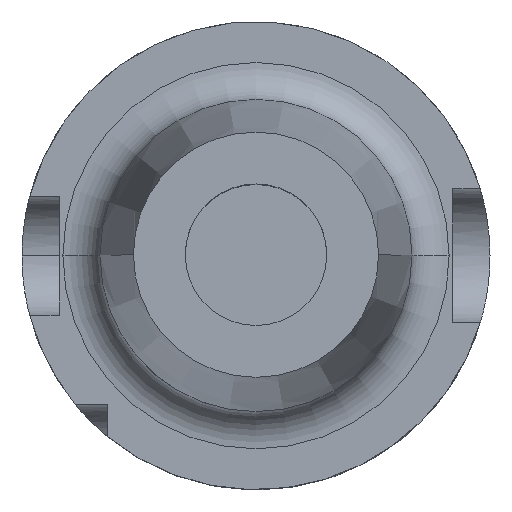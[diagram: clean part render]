
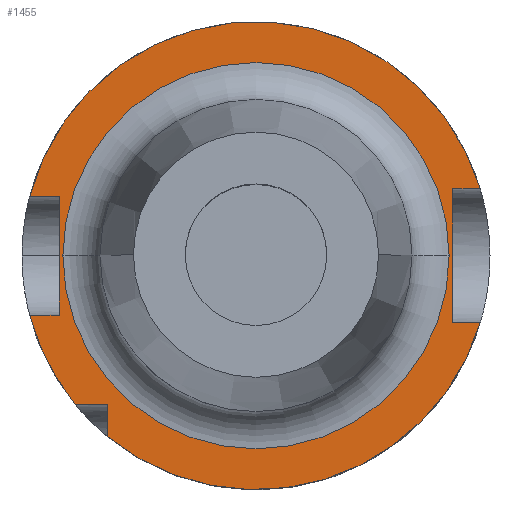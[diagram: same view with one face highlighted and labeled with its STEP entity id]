
A CAD part, top view. The second image highlights one B-rep face of the part: STEP entity #1455.
In plain terms, the highlighted planar face has unit normal (0, 0, 1).
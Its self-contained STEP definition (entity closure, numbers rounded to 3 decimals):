
#4 = ORIENTED_EDGE ( 'NONE', *, *, #1957, .F. ) ;
#18 = EDGE_CURVE ( 'NONE', #2763, #340, #3062, .T. ) ;
#29 = DIRECTION ( 'NONE',  ( 1., 0., 0. ) ) ;
#128 = DIRECTION ( 'NONE',  ( 1., 0., 0. ) ) ;
#170 = ORIENTED_EDGE ( 'NONE', *, *, #2047, .T. ) ;
#189 = VECTOR ( 'NONE', #1576, 1000. ) ;
#207 = EDGE_CURVE ( 'NONE', #1543, #2590, #1864, .T. ) ;
#306 = FACE_OUTER_BOUND ( 'NONE', #1634, .T. ) ;
#340 = VERTEX_POINT ( 'NONE', #1584 ) ;
#392 = CARTESIAN_POINT ( 'NONE',  ( 0., 21., 26. ) ) ;
#447 = LINE ( 'NONE', #1876, #1937 ) ;
#605 = EDGE_CURVE ( 'NONE', #3586, #3207, #3491, .T. ) ;
#615 = CARTESIAN_POINT ( 'NONE',  ( -26., 0., 26. ) ) ;
#624 = ORIENTED_EDGE ( 'NONE', *, *, #1016, .T. ) ;
#652 = VERTEX_POINT ( 'NONE', #3251 ) ;
#725 = CARTESIAN_POINT ( 'NONE',  ( -20., 21., 26. ) ) ;
#759 = DIRECTION ( 'NONE',  ( -1., 0., 0. ) ) ;
#812 = VECTOR ( 'NONE', #1557, 1000. ) ;
#843 = CIRCLE ( 'NONE', #931, 31.5 ) ;
#917 = LINE ( 'NONE', #3285, #189 ) ;
#931 = AXIS2_PLACEMENT_3D ( 'NONE', #1020, #2997, #1296 ) ;
#943 = DIRECTION ( 'NONE',  ( 0., 0., -1. ) ) ;
#953 = PLANE ( 'NONE',  #2221 ) ;
#967 = LINE ( 'NONE', #2583, #1623 ) ;
#989 = AXIS2_PLACEMENT_3D ( 'NONE', #3308, #1595, #3594 ) ;
#1005 = VERTEX_POINT ( 'NONE', #1300 ) ;
#1016 = EDGE_CURVE ( 'NONE', #652, #1543, #447, .T. ) ;
#1020 = CARTESIAN_POINT ( 'NONE',  ( 0., 0., 26. ) ) ;
#1032 = ORIENTED_EDGE ( 'NONE', *, *, #2421, .T. ) ;
#1037 = EDGE_CURVE ( 'NONE', #340, #2795, #3442, .T. ) ;
#1073 = AXIS2_PLACEMENT_3D ( 'NONE', #2637, #943, #2918 ) ;
#1088 = ORIENTED_EDGE ( 'NONE', *, *, #2985, .F. ) ;
#1128 = CARTESIAN_POINT ( 'NONE',  ( 0., 9., 26. ) ) ;
#1296 = DIRECTION ( 'NONE',  ( -1., 0., 0. ) ) ;
#1300 = CARTESIAN_POINT ( 'NONE',  ( -30.467, -8., 26. ) ) ;
#1336 = DIRECTION ( 'NONE',  ( 0., 0., -1. ) ) ;
#1360 = AXIS2_PLACEMENT_3D ( 'NONE', #3039, #1336, #3332 ) ;
#1380 = CARTESIAN_POINT ( 'NONE',  ( -30.467, 8., 26. ) ) ;
#1385 = EDGE_CURVE ( 'NONE', #3207, #2590, #2738, .T. ) ;
#1393 = DIRECTION ( 'NONE',  ( 1., 0., 0. ) ) ;
#1455 = ADVANCED_FACE ( 'NONE', ( #3221, #306 ), #953, .T. ) ;
#1468 = CARTESIAN_POINT ( 'NONE',  ( 30.187, -9., 26. ) ) ;
#1492 = DIRECTION ( 'NONE',  ( -1., 0., 0. ) ) ;
#1522 = ORIENTED_EDGE ( 'NONE', *, *, #1385, .F. ) ;
#1543 = VERTEX_POINT ( 'NONE', #1942 ) ;
#1557 = DIRECTION ( 'NONE',  ( 0., 1., 0. ) ) ;
#1576 = DIRECTION ( 'NONE',  ( 1., 0., 0. ) ) ;
#1584 = CARTESIAN_POINT ( 'NONE',  ( -20., -20., 26. ) ) ;
#1595 = DIRECTION ( 'NONE',  ( 0., 0., -1. ) ) ;
#1623 = VECTOR ( 'NONE', #3151, 1000. ) ;
#1634 = EDGE_LOOP ( 'NONE', ( #2235, #1886, #1088, #1032, #624, #1910, #1522, #2965, #2238, #3646, #4 ) ) ;
#1641 = VERTEX_POINT ( 'NONE', #3611 ) ;
#1656 = CARTESIAN_POINT ( 'NONE',  ( 0., -9., 26. ) ) ;
#1677 = VECTOR ( 'NONE', #1393, 1000. ) ;
#1683 = LINE ( 'NONE', #1656, #2626 ) ;
#1707 = DIRECTION ( 'NONE',  ( 0., 0., -1. ) ) ;
#1764 = CARTESIAN_POINT ( 'NONE',  ( -20., -24.336, 26. ) ) ;
#1805 = DIRECTION ( 'NONE',  ( 0., 0., 1. ) ) ;
#1849 = VECTOR ( 'NONE', #759, 1000. ) ;
#1864 = LINE ( 'NONE', #1128, #1677 ) ;
#1876 = CARTESIAN_POINT ( 'NONE',  ( 26.5, 21., 26. ) ) ;
#1886 = ORIENTED_EDGE ( 'NONE', *, *, #18, .F. ) ;
#1910 = ORIENTED_EDGE ( 'NONE', *, *, #207, .T. ) ;
#1917 = EDGE_CURVE ( 'NONE', #3078, #2722, #2095, .T. ) ;
#1937 = VECTOR ( 'NONE', #2453, 1000. ) ;
#1942 = CARTESIAN_POINT ( 'NONE',  ( 26.5, 9., 26. ) ) ;
#1957 = EDGE_CURVE ( 'NONE', #2795, #1005, #2769, .T. ) ;
#1974 = VECTOR ( 'NONE', #1492, 1000. ) ;
#2047 = EDGE_CURVE ( 'NONE', #2722, #3078, #2498, .T. ) ;
#2095 = CIRCLE ( 'NONE', #989, 26. ) ;
#2130 = VERTEX_POINT ( 'NONE', #1468 ) ;
#2221 = AXIS2_PLACEMENT_3D ( 'NONE', #392, #1805, #128 ) ;
#2235 = ORIENTED_EDGE ( 'NONE', *, *, #1037, .F. ) ;
#2238 = ORIENTED_EDGE ( 'NONE', *, *, #3267, .F. ) ;
#2251 = ORIENTED_EDGE ( 'NONE', *, *, #1917, .T. ) ;
#2421 = EDGE_CURVE ( 'NONE', #2130, #652, #1683, .T. ) ;
#2453 = DIRECTION ( 'NONE',  ( 0., 1., 0. ) ) ;
#2459 = CARTESIAN_POINT ( 'NONE',  ( 26., 0., 26. ) ) ;
#2498 = CIRCLE ( 'NONE', #2508, 26. ) ;
#2508 = AXIS2_PLACEMENT_3D ( 'NONE', #3422, #1707, #29 ) ;
#2583 = CARTESIAN_POINT ( 'NONE',  ( -26.5, 21., 26. ) ) ;
#2590 = VERTEX_POINT ( 'NONE', #3101 ) ;
#2626 = VECTOR ( 'NONE', #3371, 1000. ) ;
#2637 = CARTESIAN_POINT ( 'NONE',  ( 0., 0., 26. ) ) ;
#2657 = EDGE_LOOP ( 'NONE', ( #2251, #170 ) ) ;
#2722 = VERTEX_POINT ( 'NONE', #615 ) ;
#2731 = CARTESIAN_POINT ( 'NONE',  ( 0., -20., 26. ) ) ;
#2738 = CIRCLE ( 'NONE', #1073, 31.5 ) ;
#2763 = VERTEX_POINT ( 'NONE', #1764 ) ;
#2769 = CIRCLE ( 'NONE', #1360, 31.5 ) ;
#2795 = VERTEX_POINT ( 'NONE', #3484 ) ;
#2914 = CARTESIAN_POINT ( 'NONE',  ( 0., 8., 26. ) ) ;
#2918 = DIRECTION ( 'NONE',  ( -1., 0., 0. ) ) ;
#2965 = ORIENTED_EDGE ( 'NONE', *, *, #605, .F. ) ;
#2967 = CARTESIAN_POINT ( 'NONE',  ( -26.5, 8., 26. ) ) ;
#2985 = EDGE_CURVE ( 'NONE', #2130, #2763, #843, .T. ) ;
#2997 = DIRECTION ( 'NONE',  ( 0., 0., -1. ) ) ;
#3039 = CARTESIAN_POINT ( 'NONE',  ( 0., 0., 26. ) ) ;
#3062 = LINE ( 'NONE', #725, #812 ) ;
#3078 = VERTEX_POINT ( 'NONE', #2459 ) ;
#3101 = CARTESIAN_POINT ( 'NONE',  ( 30.187, 9., 26. ) ) ;
#3151 = DIRECTION ( 'NONE',  ( 0., 1., 0. ) ) ;
#3207 = VERTEX_POINT ( 'NONE', #1380 ) ;
#3221 = FACE_BOUND ( 'NONE', #2657, .T. ) ;
#3251 = CARTESIAN_POINT ( 'NONE',  ( 26.5, -9., 26. ) ) ;
#3267 = EDGE_CURVE ( 'NONE', #1641, #3586, #967, .T. ) ;
#3285 = CARTESIAN_POINT ( 'NONE',  ( 0., -8., 26. ) ) ;
#3308 = CARTESIAN_POINT ( 'NONE',  ( 0., 0., 26. ) ) ;
#3332 = DIRECTION ( 'NONE',  ( -1., 0., 0. ) ) ;
#3371 = DIRECTION ( 'NONE',  ( -1., 0., 0. ) ) ;
#3422 = CARTESIAN_POINT ( 'NONE',  ( 0., 0., 26. ) ) ;
#3442 = LINE ( 'NONE', #2731, #1849 ) ;
#3484 = CARTESIAN_POINT ( 'NONE',  ( -24.336, -20., 26. ) ) ;
#3491 = LINE ( 'NONE', #2914, #1974 ) ;
#3524 = EDGE_CURVE ( 'NONE', #1005, #1641, #917, .T. ) ;
#3586 = VERTEX_POINT ( 'NONE', #2967 ) ;
#3594 = DIRECTION ( 'NONE',  ( 1., 0., 0. ) ) ;
#3611 = CARTESIAN_POINT ( 'NONE',  ( -26.5, -8., 26. ) ) ;
#3646 = ORIENTED_EDGE ( 'NONE', *, *, #3524, .F. ) ;
